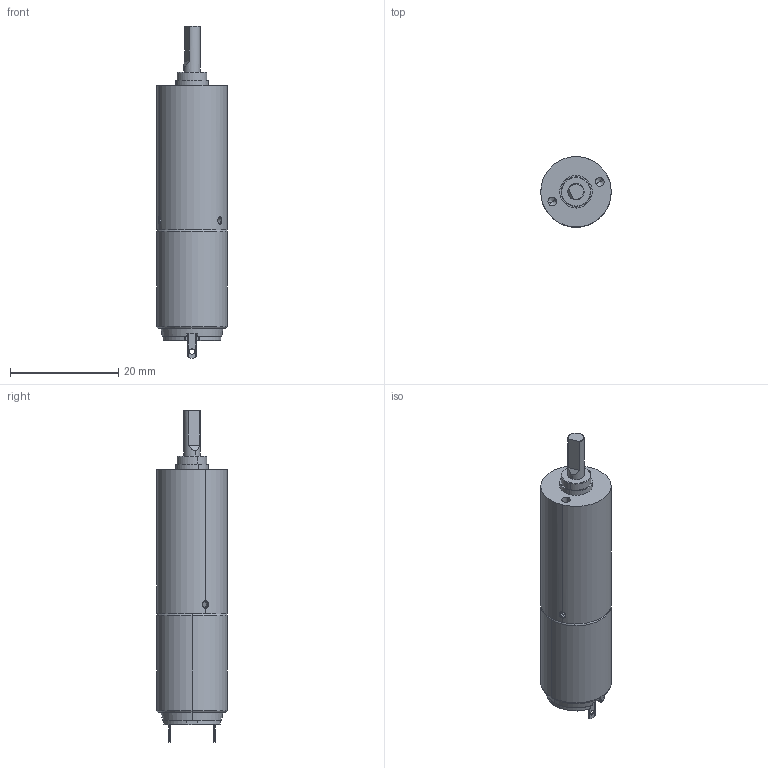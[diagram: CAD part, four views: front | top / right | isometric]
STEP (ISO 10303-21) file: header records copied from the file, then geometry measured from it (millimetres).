
FILE_DESCRIPTION (( 'STEP AP203' ), '1' );
FILE_NAME ('DCU13020+PG13C-0271.STEP', '2019-01-09T09:06:59', ( 'Sky123.Org' ), ( 'Sky123.Org' ), 'SwSTEP 2.0', 'SolidWorks 2014', '' );
FILE_SCHEMA (( 'CONFIG_CONTROL_DESIGN' ));
Length unit declared in the file: millimetre
Products named in the file (3): DCU13020+PG13C-0271; DCU13020; PG13C-4
Assembly tree (2 placements, depth 2):
  DCU13020+PG13C-0271
    DCU13020
    PG13C-4
Bounding box: 13 x 13 x 61.29 mm (x, y, z)
Volume: 5925.6 mm3; surface area: 2985.4 mm2
Topology: 7 solids, 7 shells, 169 faces, 410 edges, 260 vertices
Faces by surface type: cylinder 75, plane 65, cone 19, torus 10
Entity records: 5494 total; most frequent: CARTESIAN_POINT 1182, DIRECTION 877, ORIENTED_EDGE 804, EDGE_CURVE 402, AXIS2_PLACEMENT_3D 337, VERTEX_POINT 260, VECTOR 203, LINE 203
